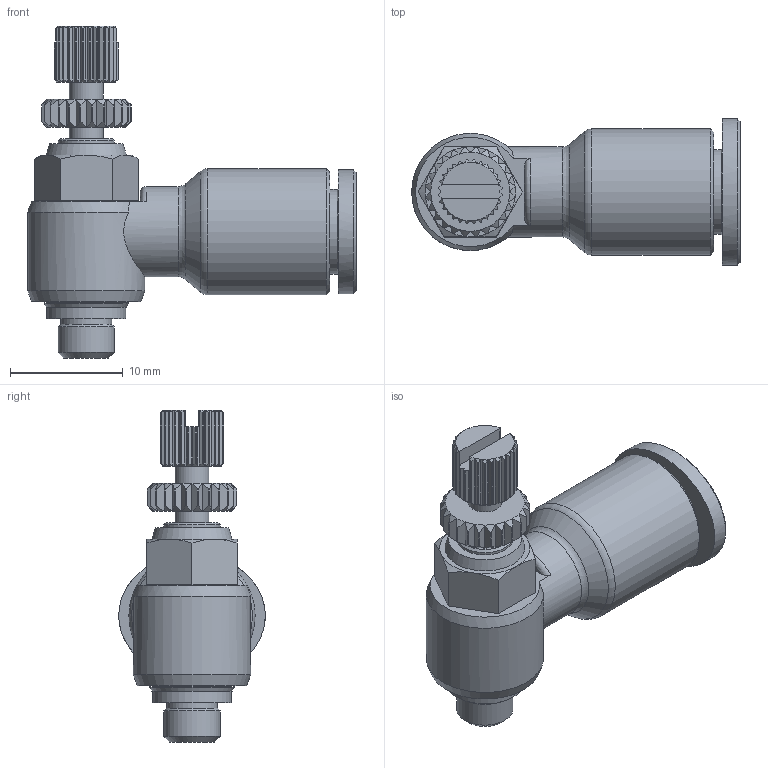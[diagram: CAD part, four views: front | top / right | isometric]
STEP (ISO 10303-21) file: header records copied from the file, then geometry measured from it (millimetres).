
FILE_DESCRIPTION(/* description */ ('Unknown'),/* implementation_level */ '2;1');
FILE_NAME(/* name */ 'MRFCP.1;4.M5-I',/* time_stamp */ '2019-01-10T14:35:26-05:00',/* author */ ('Unknown'),/* organization */ ('Unknown'),/* preprocessor_version */ 'ST-DEVELOPER v16.7',/* originating_system */ 'DEX',/* authorisation */ $);
FILE_SCHEMA (('AUTOMOTIVE_DESIGN {1 0 10303 214 3 1 1}'));
Length unit declared in the file: millimetre
Products named in the file (1): MRFCP.1;4.M5-I
Bounding box: 29.15 x 13 x 29.45 mm (x, y, z)
Volume: 2458.8 mm3; surface area: 2204.6 mm2
Topology: 1 solids, 1 shells, 352 faces, 841 edges, 507 vertices
Faces by surface type: plane 134, cone 117, cylinder 94, torus 4, bspline 3
Full cylindrical faces by diameter (mm): 3 x2, 4.5 x1, 5 x2, 6.5 x1, 6.9 x2, 7 x1, 7.5 x2, 8 x1, 10.4 x1, 11.2 x1
Entity records: 10088 total; most frequent: CARTESIAN_POINT 2785, ORIENTED_EDGE 1608, DIRECTION 1437, EDGE_CURVE 804, AXIS2_PLACEMENT_3D 609, VERTEX_POINT 500, EDGE_LOOP 398, FACE_BOUND 398
